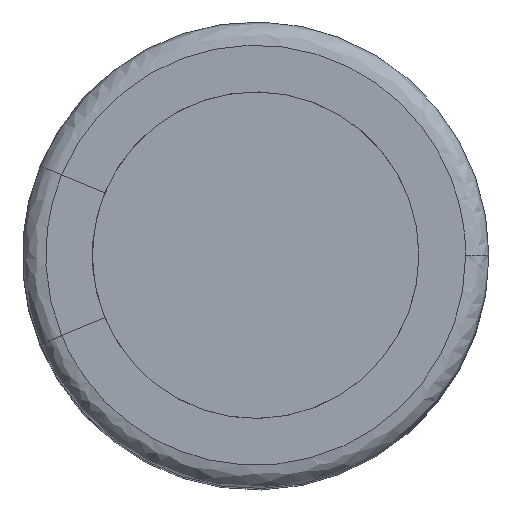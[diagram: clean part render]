
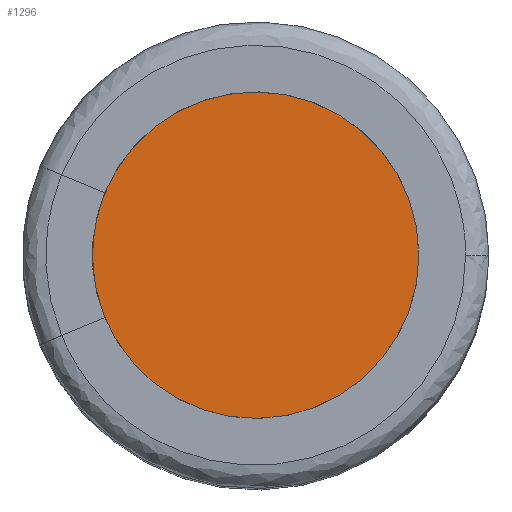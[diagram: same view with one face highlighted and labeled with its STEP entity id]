
A CAD part, top view. The second image highlights one B-rep face of the part: STEP entity #1296.
In plain terms, the highlighted planar face has unit normal (0, 0, 1).
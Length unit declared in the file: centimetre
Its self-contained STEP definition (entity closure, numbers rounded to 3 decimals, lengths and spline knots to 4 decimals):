
#12 = ORIENTED_EDGE ( 'NONE', *, *, #1433, .F. ) ;
#15 = CIRCLE ( 'NONE', #1151, 0.6475 ) ;
#57 = AXIS2_PLACEMENT_3D ( 'NONE', #844, #2336, #1058 ) ;
#338 = DIRECTION ( 'NONE',  ( 0., 0., -1. ) ) ;
#522 = EDGE_LOOP ( 'NONE', ( #12, #2431 ) ) ;
#569 = CARTESIAN_POINT ( 'NONE',  ( 0., 0., 3.73 ) ) ;
#793 = DIRECTION ( 'NONE',  ( 1., 0., 0. ) ) ;
#844 = CARTESIAN_POINT ( 'NONE',  ( 0., 0., 3.73 ) ) ;
#1058 = DIRECTION ( 'NONE',  ( 1., 0., 0. ) ) ;
#1085 = VERTEX_POINT ( 'NONE', #2757 ) ;
#1151 = AXIS2_PLACEMENT_3D ( 'NONE', #1623, #338, #1834 ) ;
#1215 = CARTESIAN_POINT ( 'NONE',  ( 0.6475, 0., 3.73 ) ) ;
#1296 = ADVANCED_FACE ( 'NONE', ( #1624 ), #2480, .T. ) ;
#1433 = EDGE_CURVE ( 'NONE', #2210, #1085, #2240, .T. ) ;
#1623 = CARTESIAN_POINT ( 'NONE',  ( 0., 0., 3.73 ) ) ;
#1624 = FACE_OUTER_BOUND ( 'NONE', #522, .T. ) ;
#1834 = DIRECTION ( 'NONE',  ( 1., 0., 0. ) ) ;
#1988 = EDGE_CURVE ( 'NONE', #1085, #2210, #15, .T. ) ;
#2063 = DIRECTION ( 'NONE',  ( 0., 0., 1. ) ) ;
#2210 = VERTEX_POINT ( 'NONE', #1215 ) ;
#2240 = CIRCLE ( 'NONE', #57, 0.6475 ) ;
#2279 = AXIS2_PLACEMENT_3D ( 'NONE', #569, #2063, #793 ) ;
#2336 = DIRECTION ( 'NONE',  ( 0., 0., -1. ) ) ;
#2431 = ORIENTED_EDGE ( 'NONE', *, *, #1988, .F. ) ;
#2480 = PLANE ( 'NONE',  #2279 ) ;
#2757 = CARTESIAN_POINT ( 'NONE',  ( -0.6475, 0., 3.73 ) ) ;
